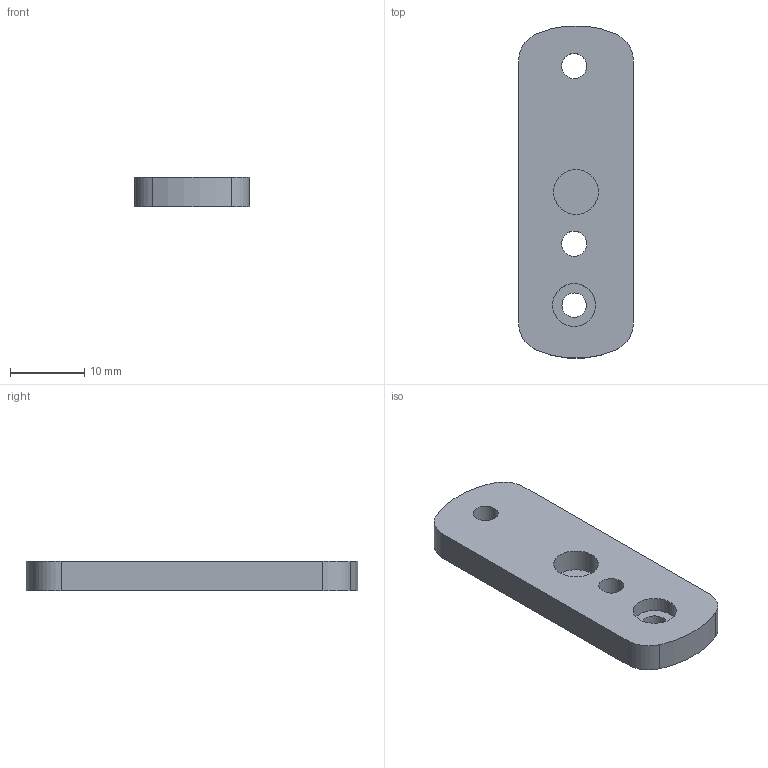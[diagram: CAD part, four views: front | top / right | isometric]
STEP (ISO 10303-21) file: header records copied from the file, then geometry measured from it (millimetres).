
FILE_DESCRIPTION(/* description */ (''),/* implementation_level */ '2;1');
FILE_NAME(/* name */ 'Front-Idlers_Housing-Cover.stp',/* time_stamp */ '2021-09-04T20:36:59+02:00',/* author */ ('Rama'),/* organization */ (''),/* preprocessor_version */ 'ST-DEVELOPER v18.1',/* originating_system */ 'Autodesk Inventor 2021',/* authorisation */ '');
FILE_SCHEMA (('AUTOMOTIVE_DESIGN { 1 0 10303 214 3 1 1 }'));
Length unit declared in the file: millimetre
Products named in the file (1): Front-Idlers_Housing-Cover
Bounding box: 15.5 x 44.82 x 4 mm (x, y, z)
Volume: 2390.1 mm3; surface area: 2007 mm2
Topology: 1 solids, 1 shells, 29 faces, 71 edges, 50 vertices
Faces by surface type: cylinder 15, plane 10, cone 4
Full cylindrical faces by diameter (mm): 2.4 x4, 3.3 x1, 3.4 x2, 5.8 x1, 6.05 x1
Entity records: 948 total; most frequent: DIRECTION 177, CARTESIAN_POINT 151, ORIENTED_EDGE 142, AXIS2_PLACEMENT_3D 76, EDGE_CURVE 71, VERTEX_POINT 50, CIRCLE 46, EDGE_LOOP 41
